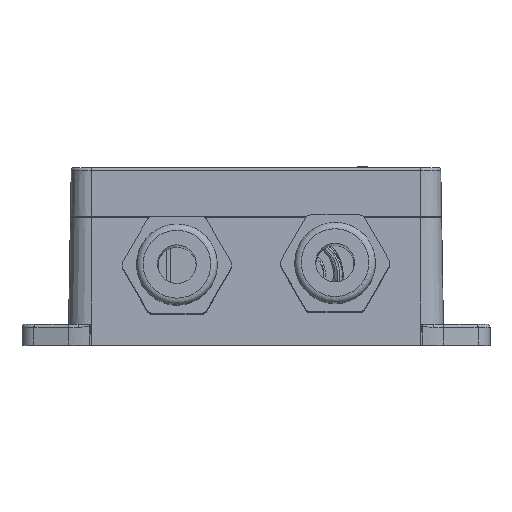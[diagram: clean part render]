
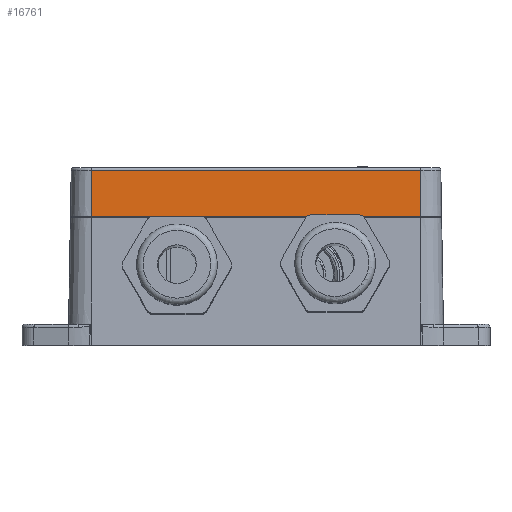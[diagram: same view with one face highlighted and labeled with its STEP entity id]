
A CAD part, top view. The second image highlights one B-rep face of the part: STEP entity #16761.
In plain terms, the highlighted planar face has unit normal (0, 0.017, 1).
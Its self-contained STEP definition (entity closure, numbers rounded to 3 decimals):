
#16761=ADVANCED_FACE('',(#43295),#43297,.F.);
#43295=FACE_BOUND('',#43296,.T.);
#43296=EDGE_LOOP('',(#63678,#63679,#63680,#63681));
#43297=PLANE('',#43298);
#43298=AXIS2_PLACEMENT_3D('',#43299,#43300,#43301);
#43299=CARTESIAN_POINT('',(51.,40.,45.));
#43300=DIRECTION('',(0.,-0.017,-1.));
#43301=DIRECTION('',(0.,1.,-0.017));
#63678=ORIENTED_EDGE('',*,*,#75198,.F.);
#63679=ORIENTED_EDGE('',*,*,#75199,.T.);
#63680=ORIENTED_EDGE('',*,*,#75200,.T.);
#63681=ORIENTED_EDGE('',*,*,#74782,.T.);
#74782=EDGE_CURVE('',#87586,#87584,#87587,.T.);
#75198=EDGE_CURVE('',#88355,#87584,#88357,.T.);
#75199=EDGE_CURVE('',#88355,#88358,#88359,.T.);
#75200=EDGE_CURVE('',#88358,#87586,#88360,.T.);
#87584=VERTEX_POINT('',#126291);
#87586=VERTEX_POINT('',#126296);
#87587=LINE('',#126297,#126298);
#88355=VERTEX_POINT('',#132892);
#88357=LINE('',#132897,#132898);
#88358=VERTEX_POINT('',#132900);
#88359=LINE('',#132901,#132902);
#88360=LINE('',#132904,#132905);
#126291=CARTESIAN_POINT('',(51.,40.,45.));
#126296=CARTESIAN_POINT('',(-51.,40.,45.));
#126297=CARTESIAN_POINT('',(-51.,40.,45.));
#126298=VECTOR('',#126299,1.);
#126299=DIRECTION('',(1.,0.,0.));
#132892=CARTESIAN_POINT('',(51.,54.263,44.757));
#132897=CARTESIAN_POINT('',(51.,54.263,44.757));
#132898=VECTOR('',#132899,1.);
#132899=DIRECTION('',(0.,-1.,0.017));
#132900=CARTESIAN_POINT('',(-51.,54.263,44.757));
#132901=CARTESIAN_POINT('',(51.,54.263,44.757));
#132902=VECTOR('',#132903,1.);
#132903=DIRECTION('',(-1.,0.,0.));
#132904=CARTESIAN_POINT('',(-51.,54.263,44.757));
#132905=VECTOR('',#132906,1.);
#132906=DIRECTION('',(0.,-1.,0.017));
